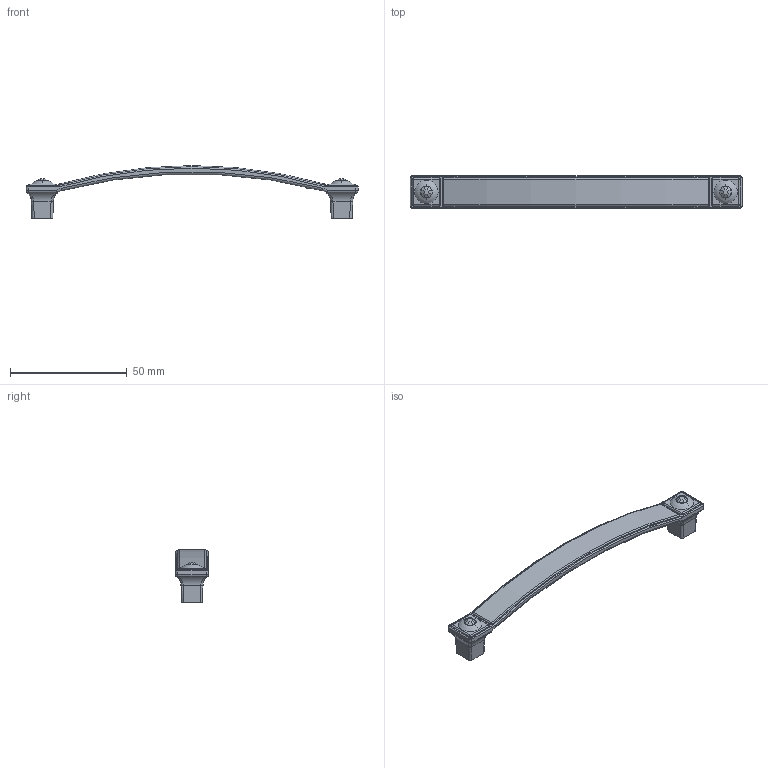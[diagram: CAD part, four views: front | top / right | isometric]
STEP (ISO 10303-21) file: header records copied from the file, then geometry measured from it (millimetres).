
FILE_DESCRIPTION(('Creo Elements/Direct Modeling STEP Export'),'2;1');
FILE_NAME('2038-142.stp','2020-10-08T13:09:20',(''),(''),'Creo Elements/Direct Modeling STEP processor for AP214 (Solid Model)','Creo Elements/Direct Modeling 20.0 12-Nov-2016 (C) Parametric Technology GmbH','');
FILE_SCHEMA(('AUTOMOTIVE_DESIGN { 1 0 10303 214 1 1 1 1 }'));
Length unit declared in the file: millimetre
Products named in the file (4): Griff.1; Stein; Stein.1; Griff_komplett
Assembly tree (3 placements, depth 2):
  Griff_komplett
    Stein.1
    Stein
    Griff.1
Bounding box: 142 x 14 x 22.6 mm (x, y, z)
Volume: 8601.1 mm3; surface area: 5943.9 mm2
Topology: 3 solids, 3 shells, 375 faces, 987 edges, 616 vertices
Faces by surface type: plane 237, cylinder 72, bspline 28, sphere 16, torus 14, cone 4, extrusion 4
Entity records: 14841 total; most frequent: CARTESIAN_POINT 5579, DIRECTION 1985, ORIENTED_EDGE 1942, EDGE_CURVE 971, AXIS2_PLACEMENT_3D 798, VERTEX_POINT 616, EDGE_LOOP 389, VECTOR 389
